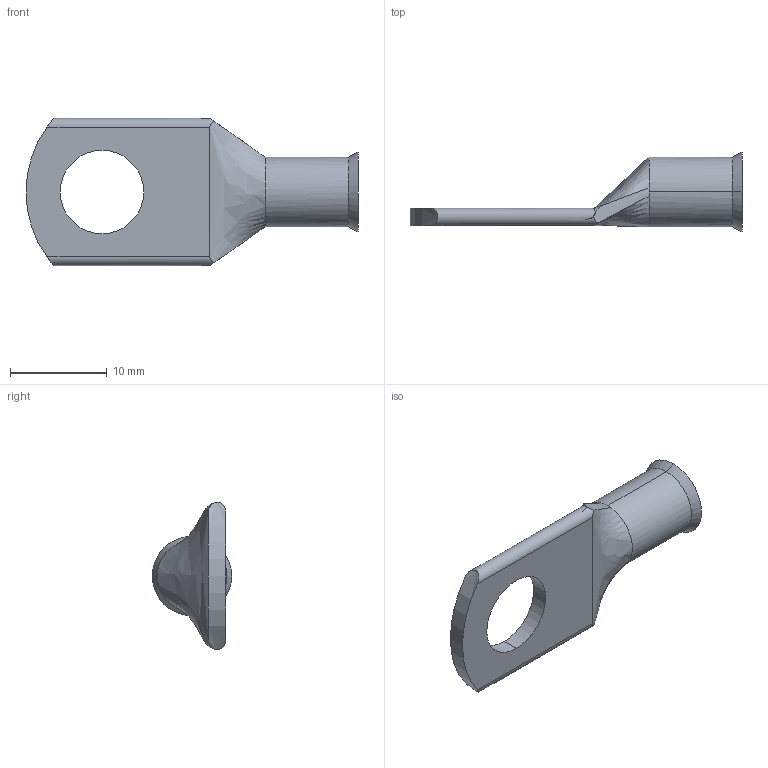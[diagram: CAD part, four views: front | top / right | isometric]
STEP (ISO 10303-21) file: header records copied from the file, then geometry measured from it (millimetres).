
FILE_DESCRIPTION (( 'STEP AP214' ), '1' );
FILE_NAME ('MD0856PW(1).STEP', '2022-06-27T10:42:31', ( '' ), ( '' ), 'SwSTEP 2.0', 'SolidWorks 2021', '' );
FILE_SCHEMA (( 'AUTOMOTIVE_DESIGN' ));
Length unit declared in the file: inch
Products named in the file (1): MD0856PW(1)
Bounding box: 34.4 x 8.24 x 15.24 mm (x, y, z)
Volume: 778.9 mm3; surface area: 1183.6 mm2
Topology: 1 solids, 1 shells, 29 faces, 74 edges, 48 vertices
Faces by surface type: bspline 12, cylinder 10, cone 4, plane 3
Entity records: 2767 total; most frequent: CARTESIAN_POINT 2105, ORIENTED_EDGE 148, DIRECTION 97, EDGE_CURVE 74, VERTEX_POINT 48, AXIS2_PLACEMENT_3D 38, B_SPLINE_CURVE_WITH_KNOTS 33, EDGE_LOOP 32
